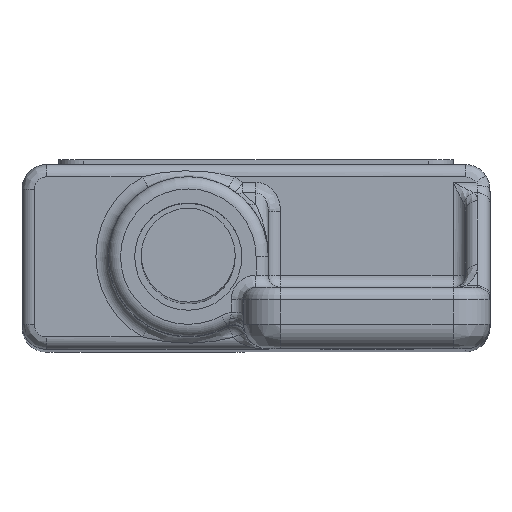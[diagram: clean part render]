
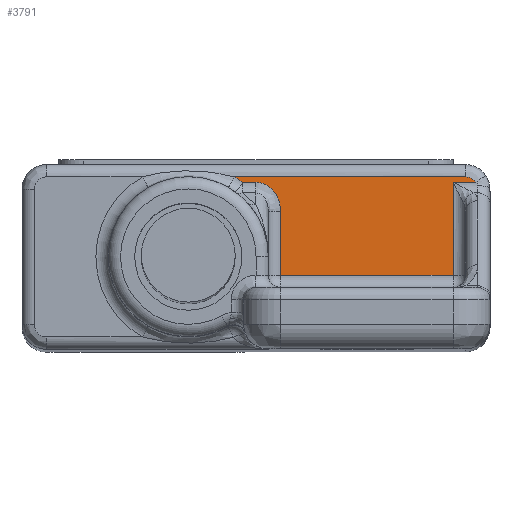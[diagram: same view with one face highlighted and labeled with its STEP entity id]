
A CAD part, top view. The second image highlights one B-rep face of the part: STEP entity #3791.
In plain terms, the highlighted planar face has unit normal (0, 0, 1).
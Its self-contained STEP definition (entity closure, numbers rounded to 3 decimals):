
#612=CARTESIAN_POINT('',(-0.879,3.25,57.5));
#642=DIRECTION('',(0.,1.,0.));
#643=VECTOR('',#642,3.779);
#644=CARTESIAN_POINT('',(8.,-0.75,57.5));
#645=LINE('',#644,#643);
#646=DIRECTION('',(-1.,0.,0.));
#647=VECTOR('',#646,7.);
#648=CARTESIAN_POINT('',(8.,-0.75,57.5));
#649=LINE('',#648,#647);
#650=DIRECTION('',(0.,-1.,0.));
#651=VECTOR('',#650,2.605);
#652=CARTESIAN_POINT('',(1.,1.855,57.5));
#653=LINE('',#652,#651);
#654=CARTESIAN_POINT('',(0.,3.029,57.5));
#655=CARTESIAN_POINT('',(0.027,3.029,57.5));
#656=CARTESIAN_POINT('',(0.081,3.027,57.5));
#657=CARTESIAN_POINT('',(0.164,3.015,57.5));
#658=CARTESIAN_POINT('',(0.247,2.995,57.5));
#659=CARTESIAN_POINT('',(0.329,2.966,57.5));
#660=CARTESIAN_POINT('',(0.409,2.928,57.5));
#661=CARTESIAN_POINT('',(0.487,2.882,57.5));
#662=CARTESIAN_POINT('',(0.563,2.828,57.5));
#663=CARTESIAN_POINT('',(0.635,2.764,57.5));
#664=CARTESIAN_POINT('',(0.704,2.692,57.5));
#665=CARTESIAN_POINT('',(0.767,2.611,57.5));
#666=CARTESIAN_POINT('',(0.825,2.521,57.5));
#667=CARTESIAN_POINT('',(0.877,2.424,57.5));
#668=CARTESIAN_POINT('',(0.92,2.319,57.5));
#669=CARTESIAN_POINT('',(0.955,2.209,57.5));
#670=CARTESIAN_POINT('',(0.981,2.094,57.5));
#671=CARTESIAN_POINT('',(0.997,1.975,57.5));
#672=CARTESIAN_POINT('',(1.,1.895,57.5));
#673=CARTESIAN_POINT('',(1.,1.855,57.5));
#675=DIRECTION('',(1.,0.,0.));
#676=VECTOR('',#675,0.54);
#677=CARTESIAN_POINT('',(-0.54,3.029,57.5));
#678=LINE('',#677,#676);
#679=CARTESIAN_POINT('',(-2.75,0.,57.5));
#680=DIRECTION('',(0.,0.,1.));
#681=DIRECTION('',(0.589,0.808,0.));
#682=AXIS2_PLACEMENT_3D('',#679,#680,#681);
#684=DIRECTION('',(-1.,0.,0.));
#685=VECTOR('',#684,9.379);
#686=CARTESIAN_POINT('',(8.5,3.25,57.5));
#687=LINE('',#686,#685);
#688=CARTESIAN_POINT('',(8.5,2.75,57.5));
#689=DIRECTION('',(0.,0.,1.));
#690=DIRECTION('',(0.829,0.559,0.));
#691=AXIS2_PLACEMENT_3D('',#688,#689,#690);
#730=CARTESIAN_POINT('',(8.,3.029,57.5));
#732=DIRECTION('',(1.,0.,0.));
#733=VECTOR('',#732,0.915);
#734=CARTESIAN_POINT('',(8.,3.029,57.5));
#735=LINE('',#734,#733);
#2512=CARTESIAN_POINT('',(8.915,3.029,57.5));
#2513=CARTESIAN_POINT('',(8.5,3.25,57.5));
#2514=VERTEX_POINT('',#2512);
#2515=VERTEX_POINT('',#2513);
#2544=VERTEX_POINT('',#612);
#2548=CARTESIAN_POINT('',(-0.54,3.03,57.5));
#2549=VERTEX_POINT('',#2548);
#2554=CARTESIAN_POINT('',(8.,-0.75,57.5));
#2555=CARTESIAN_POINT('',(1.,-0.75,57.5));
#2556=VERTEX_POINT('',#2554);
#2557=VERTEX_POINT('',#2555);
#2570=CARTESIAN_POINT('',(1.,1.855,57.5));
#2571=VERTEX_POINT('',#2570);
#2573=VERTEX_POINT('',#654);
#2584=VERTEX_POINT('',#730);
#3768=CARTESIAN_POINT('',(0.,0.,57.5));
#3769=DIRECTION('',(0.,0.,1.));
#3770=DIRECTION('',(1.,0.,0.));
#3771=AXIS2_PLACEMENT_3D('',#3768,#3769,#3770);
#3772=PLANE('',#3771);
#3774=ORIENTED_EDGE('',*,*,#3773,.F.);
#3776=ORIENTED_EDGE('',*,*,#3775,.T.);
#3778=ORIENTED_EDGE('',*,*,#3777,.F.);
#3780=ORIENTED_EDGE('',*,*,#3779,.F.);
#3782=ORIENTED_EDGE('',*,*,#3781,.F.);
#3784=ORIENTED_EDGE('',*,*,#3783,.T.);
#3785=ORIENTED_EDGE('',*,*,#3692,.F.);
#3786=ORIENTED_EDGE('',*,*,#3752,.F.);
#3788=ORIENTED_EDGE('',*,*,#3787,.F.);
#3789=EDGE_LOOP('',(#3774,#3776,#3778,#3780,#3782,#3784,#3785,#3786,#3788));
#3790=FACE_OUTER_BOUND('',#3789,.F.);
#3791=ADVANCED_FACE('',(#3790),#3772,.T.);
#674=B_SPLINE_CURVE_WITH_KNOTS('',3,(#654,#655,#656,#657,#658,#659,#660,#661,
#662,#663,#664,#665,#666,#667,#668,#669,#670,#671,#672,#673),.UNSPECIFIED.,.F.,
.F.,(4,1,1,1,1,1,1,1,1,1,1,1,1,1,1,1,1,4),(0.,0.059,
0.118,0.176,0.235,0.294,
0.353,0.412,0.471,0.529,
0.588,0.647,0.706,0.765,
0.824,0.882,0.941,1.),.UNSPECIFIED.);
#683=CIRCLE('',#682,3.75);
#692=CIRCLE('',#691,0.5);
#3692=EDGE_CURVE('',#2515,#2544,#687,.T.);
#3752=EDGE_CURVE('',#2514,#2515,#692,.T.);
#3773=EDGE_CURVE('',#2556,#2584,#645,.T.);
#3775=EDGE_CURVE('',#2556,#2557,#649,.T.);
#3777=EDGE_CURVE('',#2571,#2557,#653,.T.);
#3779=EDGE_CURVE('',#2573,#2571,#674,.T.);
#3781=EDGE_CURVE('',#2549,#2573,#678,.T.);
#3783=EDGE_CURVE('',#2549,#2544,#683,.T.);
#3787=EDGE_CURVE('',#2584,#2514,#735,.T.);
